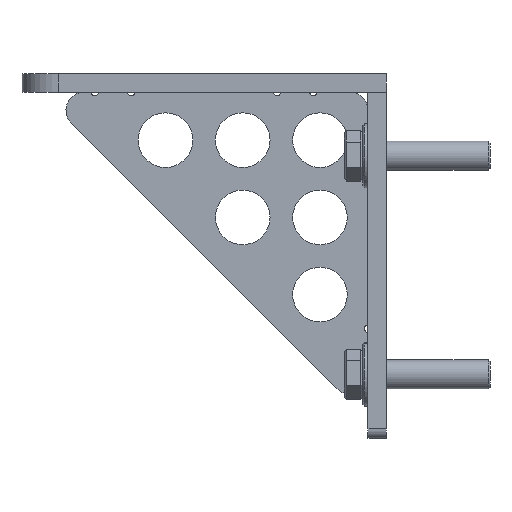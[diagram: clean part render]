
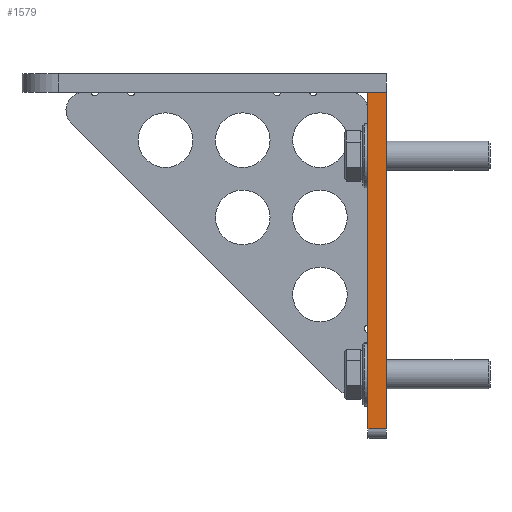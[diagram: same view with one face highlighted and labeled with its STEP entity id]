
A CAD part, left-side view. The second image highlights one B-rep face of the part: STEP entity #1579.
In plain terms, the highlighted planar face has unit normal (-1, 0, 0).
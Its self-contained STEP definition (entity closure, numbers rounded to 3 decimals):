
#312 = EDGE_CURVE ( 'NONE', #4795, #7907, #5807, .T. ) ;
#343 = VERTEX_POINT ( 'NONE', #11893 ) ;
#1579 = ADVANCED_FACE ( 'NONE', ( #2962 ), #14417, .F. ) ;
#2293 = ORIENTED_EDGE ( 'NONE', *, *, #5303, .F. ) ;
#2962 = FACE_OUTER_BOUND ( 'NONE', #4781, .T. ) ;
#3042 = LINE ( 'NONE', #7568, #9720 ) ;
#3255 = CARTESIAN_POINT ( 'NONE',  ( -125.048, 126.223, 4945.041 ) ) ;
#3603 = ORIENTED_EDGE ( 'NONE', *, *, #8135, .T. ) ;
#3673 = CARTESIAN_POINT ( 'NONE',  ( -125.048, 136.223, 4760.041 ) ) ;
#3753 = ORIENTED_EDGE ( 'NONE', *, *, #9724, .T. ) ;
#4781 = EDGE_LOOP ( 'NONE', ( #2293, #3753, #3603, #7325 ) ) ;
#4795 = VERTEX_POINT ( 'NONE', #8910 ) ;
#5114 = DIRECTION ( 'NONE',  ( 0., -1., 0. ) ) ;
#5303 = EDGE_CURVE ( 'NONE', #343, #4795, #3042, .T. ) ;
#5354 = DIRECTION ( 'NONE',  ( 0., 0., 1. ) ) ;
#5807 = LINE ( 'NONE', #8608, #9859 ) ;
#6274 = LINE ( 'NONE', #3673, #9433 ) ;
#6544 = DIRECTION ( 'NONE',  ( 0., 0., -1. ) ) ;
#7325 = ORIENTED_EDGE ( 'NONE', *, *, #312, .F. ) ;
#7382 = CARTESIAN_POINT ( 'NONE',  ( -125.048, 126.223, 4945.041 ) ) ;
#7568 = CARTESIAN_POINT ( 'NONE',  ( -125.048, 136.223, 4945.041 ) ) ;
#7907 = VERTEX_POINT ( 'NONE', #7382 ) ;
#8069 = VECTOR ( 'NONE', #13461, 1000. ) ;
#8135 = EDGE_CURVE ( 'NONE', #12266, #7907, #10013, .T. ) ;
#8608 = CARTESIAN_POINT ( 'NONE',  ( -125.048, 136.223, 4945.041 ) ) ;
#8910 = CARTESIAN_POINT ( 'NONE',  ( -125.048, 136.223, 4945.041 ) ) ;
#9174 = DIRECTION ( 'NONE',  ( 0., -1., 0. ) ) ;
#9433 = VECTOR ( 'NONE', #9174, 1000. ) ;
#9720 = VECTOR ( 'NONE', #5354, 1000. ) ;
#9724 = EDGE_CURVE ( 'NONE', #343, #12266, #6274, .T. ) ;
#9846 = DIRECTION ( 'NONE',  ( 1., 0., 0. ) ) ;
#9859 = VECTOR ( 'NONE', #5114, 1000. ) ;
#10013 = LINE ( 'NONE', #3255, #8069 ) ;
#11747 = CARTESIAN_POINT ( 'NONE',  ( -125.048, 126.223, 4760.041 ) ) ;
#11893 = CARTESIAN_POINT ( 'NONE',  ( -125.048, 136.223, 4760.041 ) ) ;
#12263 = AXIS2_PLACEMENT_3D ( 'NONE', #13329, #9846, #6544 ) ;
#12266 = VERTEX_POINT ( 'NONE', #11747 ) ;
#13329 = CARTESIAN_POINT ( 'NONE',  ( -125.048, 136.223, 4945.041 ) ) ;
#13461 = DIRECTION ( 'NONE',  ( 0., 0., 1. ) ) ;
#14417 = PLANE ( 'NONE',  #12263 ) ;
